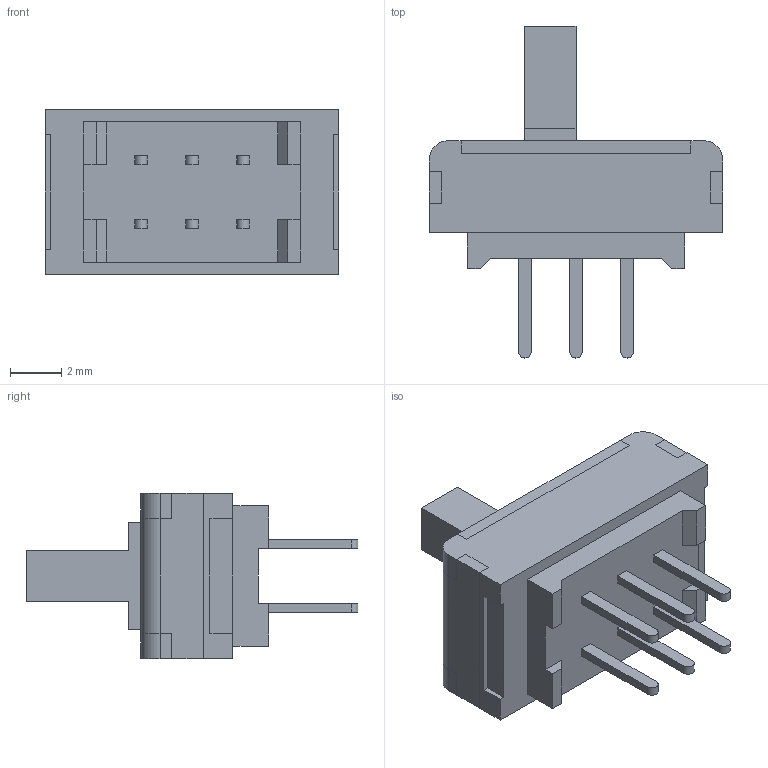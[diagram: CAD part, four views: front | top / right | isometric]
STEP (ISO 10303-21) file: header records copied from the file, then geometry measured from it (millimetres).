
FILE_DESCRIPTION (( 'STEP AP214' ), '1' );
FILE_NAME ('EG2209A.STEP', '2020-10-09T07:05:55', ( '' ), ( '' ), 'SwSTEP 2.0', 'SolidWorks 2017', '' );
FILE_SCHEMA (( 'AUTOMOTIVE_DESIGN' ));
Length unit declared in the file: millimetre
Products named in the file (1): EG2209A
Bounding box: 11.5 x 13 x 6.5 mm (x, y, z)
Volume: 334.6 mm3; surface area: 589.7 mm2
Topology: 9 solids, 9 shells, 157 faces, 398 edges, 260 vertices
Faces by surface type: plane 141, cylinder 16
Entity records: 4746 total; most frequent: CARTESIAN_POINT 816, ORIENTED_EDGE 796, DIRECTION 746, EDGE_CURVE 398, VECTOR 366, LINE 366, VERTEX_POINT 260, AXIS2_PLACEMENT_3D 190
